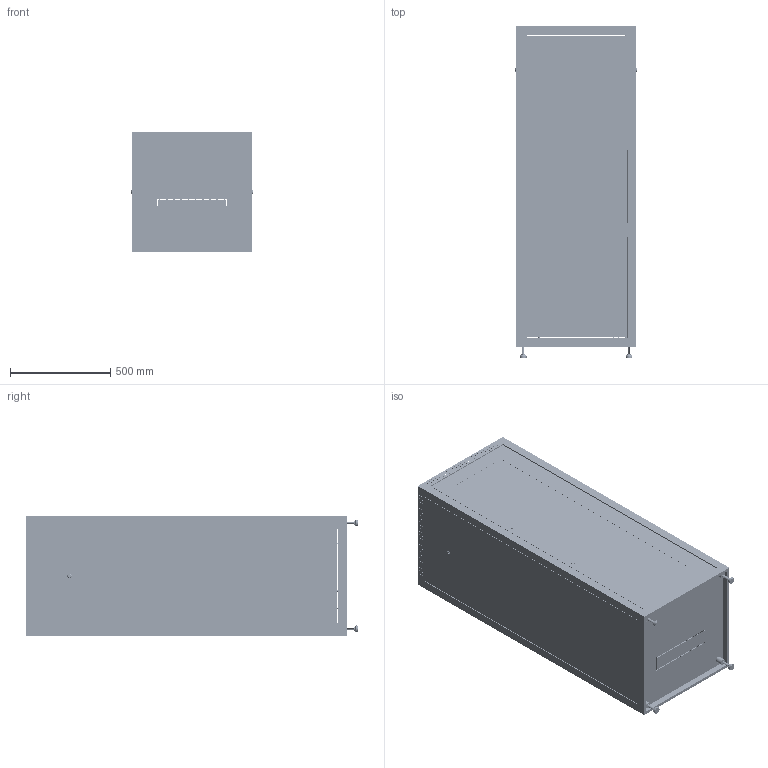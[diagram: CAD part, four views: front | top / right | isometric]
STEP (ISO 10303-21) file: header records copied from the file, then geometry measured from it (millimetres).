
FILE_DESCRIPTION (( 'STEP AP214' ), '1' );
FILE_NAME ('ITK LINEA E 600x600_33U_DverStekl-Me.STEP', '2018-12-24T11:04:45', ( '' ), ( '' ), 'SwSTEP 2.0', 'SolidWorks 2014', '' );
FILE_SCHEMA (( 'AUTOMOTIVE_DESIGN' ));
Length unit declared in the file: millimetre
Products named in the file (15): Profil 19_-03; Gaika; Dver_Me_33U; êðûøà; Panel_Bok_-03; Vint (1)_01; 岓臍 119.30.02 栺樏鋋_33U; Stoika_-03; Îñíîâàíèå â ñáîðå; Îïîðà LF-80; ﾎ魵瑙韃; Bok_profil_-00; Äâåðü â ñáîðå_33; ITK LINEA E 600x600_33U_DverStekl-Me; 拟屦黖33
Assembly tree (59 placements, depth 3):
  ITK LINEA E 600x600_33U_DverStekl-Me
    Îñíîâàíèå â ñáîðå
      ﾎ魵瑙韃
      Îïîðà LF-80  x4
    Stoika_-03  x4
    êðûøà
    Panel_Bok_-03  x2
    Äâåðü â ñáîðå_33
      拟屦黖33
      岓臍 119.30.02 栺樏鋋_33U
    Dver_Me_33U
    Gaika  x16
    Bok_profil_-00  x4
    Vint (1)_01  x18
    Profil 19_-03  x4
Bounding box: 607 x 1655.15 x 601.1 mm (x, y, z)
Volume: 9631373.8 mm3; surface area: 13193310.9 mm2
Topology: 57 solids, 57 shells, 9712 faces, 26834 edges, 17268 vertices
Faces by surface type: plane 7564, cylinder 1852, bspline 216, sphere 60, cone 12, torus 8
Entity records: 111420 total; most frequent: CARTESIAN_POINT 23583, ORIENTED_EDGE 18192, DIRECTION 16939, EDGE_CURVE 9096, VECTOR 7573, LINE 7573, VERTEX_POINT 6006, AXIS2_PLACEMENT_3D 4683
